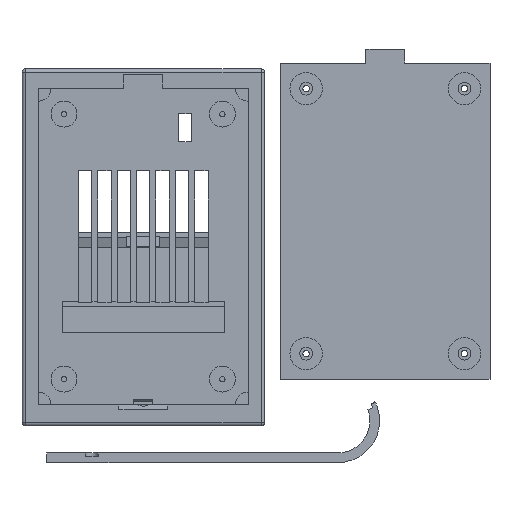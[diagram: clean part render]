
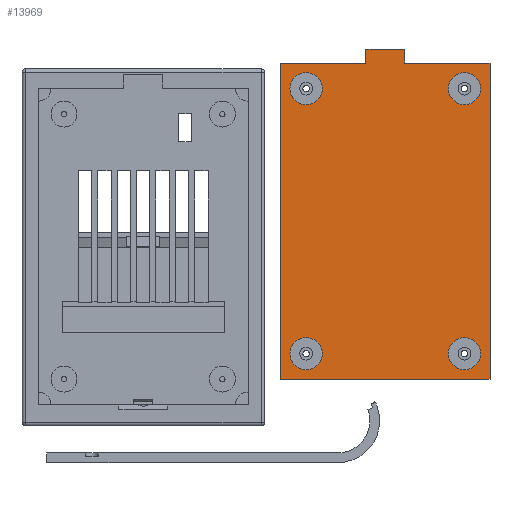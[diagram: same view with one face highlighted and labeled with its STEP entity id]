
A CAD part, front view. The second image highlights one B-rep face of the part: STEP entity #13969.
In plain terms, the highlighted planar face has unit normal (0, -1, 0).
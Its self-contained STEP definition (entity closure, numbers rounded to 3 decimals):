
#143 = CARTESIAN_POINT ( 'NONE',  ( -51.714, 0., 47.842 ) ) ;
#251 = ORIENTED_EDGE ( 'NONE', *, *, #15071, .F. ) ;
#404 = DIRECTION ( 'NONE',  ( 1., 0., 0. ) ) ;
#505 = DIRECTION ( 'NONE',  ( 0., -1., 0. ) ) ;
#556 = EDGE_CURVE ( 'NONE', #16787, #1487, #7834, .T. ) ;
#884 = FACE_BOUND ( 'NONE', #8035, .T. ) ;
#891 = EDGE_CURVE ( 'NONE', #2744, #16903, #4336, .T. ) ;
#969 = FACE_BOUND ( 'NONE', #6564, .T. ) ;
#1336 = CARTESIAN_POINT ( 'NONE',  ( 38.186, 0., -9.058 ) ) ;
#1353 = DIRECTION ( 'NONE',  ( 1., 0., 0. ) ) ;
#1477 = CARTESIAN_POINT ( 'NONE',  ( -51.714, 0., 9.454 ) ) ;
#1487 = VERTEX_POINT ( 'NONE', #8511 ) ;
#1801 = DIRECTION ( 'NONE',  ( 0., 0., -1. ) ) ;
#1812 = CARTESIAN_POINT ( 'NONE',  ( -55.977, 0., 9.454 ) ) ;
#1838 = CARTESIAN_POINT ( 'NONE',  ( 38.186, 0., 34.942 ) ) ;
#1866 = VERTEX_POINT ( 'NONE', #14311 ) ;
#2265 = LINE ( 'NONE', #3539, #4773 ) ;
#2469 = ORIENTED_EDGE ( 'NONE', *, *, #11162, .F. ) ;
#2725 = DIRECTION ( 'NONE',  ( -1., 0., 0. ) ) ;
#2744 = VERTEX_POINT ( 'NONE', #10592 ) ;
#2822 = LINE ( 'NONE', #7020, #10764 ) ;
#3153 = VERTEX_POINT ( 'NONE', #10929 ) ;
#3171 = VERTEX_POINT ( 'NONE', #13751 ) ;
#3223 = CARTESIAN_POINT ( 'NONE',  ( -55.977, 0., 21.429 ) ) ;
#3539 = CARTESIAN_POINT ( 'NONE',  ( -51.714, 0., 9.454 ) ) ;
#3612 = FACE_BOUND ( 'NONE', #9935, .T. ) ;
#3698 = DIRECTION ( 'NONE',  ( 0., -1., 0. ) ) ;
#3932 = VERTEX_POINT ( 'NONE', #10219 ) ;
#4078 = VECTOR ( 'NONE', #11746, 1000. ) ;
#4279 = CARTESIAN_POINT ( 'NONE',  ( -43.814, 0., -14.058 ) ) ;
#4336 = LINE ( 'NONE', #9810, #5854 ) ;
#4361 = AXIS2_PLACEMENT_3D ( 'NONE', #9065, #505, #4789 ) ;
#4543 = CARTESIAN_POINT ( 'NONE',  ( -43.814, 0., -9.058 ) ) ;
#4560 = VERTEX_POINT ( 'NONE', #16459 ) ;
#4636 = AXIS2_PLACEMENT_3D ( 'NONE', #1336, #6984, #12537 ) ;
#4749 = CIRCLE ( 'NONE', #15228, 5. ) ;
#4773 = VECTOR ( 'NONE', #17567, 1000. ) ;
#4789 = DIRECTION ( 'NONE',  ( 0., 0., 1. ) ) ;
#5036 = DIRECTION ( 'NONE',  ( 0., 0., -1. ) ) ;
#5090 = CARTESIAN_POINT ( 'NONE',  ( 0., 0., 0. ) ) ;
#5240 = CARTESIAN_POINT ( 'NONE',  ( 46.086, 0., -16.958 ) ) ;
#5243 = VERTEX_POINT ( 'NONE', #7500 ) ;
#5454 = ORIENTED_EDGE ( 'NONE', *, *, #891, .F. ) ;
#5501 = CARTESIAN_POINT ( 'NONE',  ( -43.814, 0., 39.942 ) ) ;
#5805 = ORIENTED_EDGE ( 'NONE', *, *, #13285, .F. ) ;
#5854 = VECTOR ( 'NONE', #6985, 1000. ) ;
#5875 = ORIENTED_EDGE ( 'NONE', *, *, #9321, .F. ) ;
#5884 = VERTEX_POINT ( 'NONE', #4279 ) ;
#5894 = EDGE_CURVE ( 'NONE', #3153, #1866, #8385, .T. ) ;
#6357 = FACE_BOUND ( 'NONE', #12817, .T. ) ;
#6564 = EDGE_LOOP ( 'NONE', ( #16173, #9506 ) ) ;
#6580 = AXIS2_PLACEMENT_3D ( 'NONE', #4543, #14286, #1801 ) ;
#6767 = ORIENTED_EDGE ( 'NONE', *, *, #5894, .F. ) ;
#6923 = CARTESIAN_POINT ( 'NONE',  ( -51.714, 0., -16.958 ) ) ;
#6984 = DIRECTION ( 'NONE',  ( 0., -1., 0. ) ) ;
#6985 = DIRECTION ( 'NONE',  ( 0., 0., 1. ) ) ;
#7020 = CARTESIAN_POINT ( 'NONE',  ( -51.714, 0., -16.958 ) ) ;
#7105 = EDGE_CURVE ( 'NONE', #1866, #12150, #2822, .T. ) ;
#7278 = EDGE_CURVE ( 'NONE', #15272, #11917, #14210, .T. ) ;
#7325 = LINE ( 'NONE', #12887, #8392 ) ;
#7500 = CARTESIAN_POINT ( 'NONE',  ( -43.814, 0., 34.942 ) ) ;
#7794 = VECTOR ( 'NONE', #1353, 1000. ) ;
#7834 = CIRCLE ( 'NONE', #4636, 5. ) ;
#8035 = EDGE_LOOP ( 'NONE', ( #17916, #13008 ) ) ;
#8230 = DIRECTION ( 'NONE',  ( 0., -1., 0. ) ) ;
#8385 = LINE ( 'NONE', #6923, #10031 ) ;
#8392 = VECTOR ( 'NONE', #404, 1000. ) ;
#8511 = CARTESIAN_POINT ( 'NONE',  ( 38.186, 0., -4.058 ) ) ;
#8769 = AXIS2_PLACEMENT_3D ( 'NONE', #5090, #17191, #14742 ) ;
#8780 = CIRCLE ( 'NONE', #15463, 5. ) ;
#8908 = EDGE_CURVE ( 'NONE', #17302, #3932, #15841, .T. ) ;
#9026 = DIRECTION ( 'NONE',  ( 0., -1., 0. ) ) ;
#9065 = CARTESIAN_POINT ( 'NONE',  ( 38.186, 0., -9.058 ) ) ;
#9145 = CIRCLE ( 'NONE', #16707, 5. ) ;
#9182 = PLANE ( 'NONE',  #8769 ) ;
#9321 = EDGE_CURVE ( 'NONE', #3171, #3153, #13340, .T. ) ;
#9381 = EDGE_LOOP ( 'NONE', ( #16467, #15891, #6767, #5875, #13823, #5454, #251, #13657 ) ) ;
#9430 = AXIS2_PLACEMENT_3D ( 'NONE', #14738, #3698, #9439 ) ;
#9436 = CARTESIAN_POINT ( 'NONE',  ( 38.186, 0., -14.058 ) ) ;
#9439 = DIRECTION ( 'NONE',  ( 0., 0., 1. ) ) ;
#9506 = ORIENTED_EDGE ( 'NONE', *, *, #14491, .F. ) ;
#9810 = CARTESIAN_POINT ( 'NONE',  ( -51.714, 0., 21.429 ) ) ;
#9935 = EDGE_LOOP ( 'NONE', ( #11824, #5805 ) ) ;
#10002 = EDGE_CURVE ( 'NONE', #5884, #4560, #14739, .T. ) ;
#10031 = VECTOR ( 'NONE', #2725, 1000. ) ;
#10219 = CARTESIAN_POINT ( 'NONE',  ( 38.186, 0., 44.942 ) ) ;
#10512 = DIRECTION ( 'NONE',  ( 0., 0., -1. ) ) ;
#10592 = CARTESIAN_POINT ( 'NONE',  ( -51.714, 0., 21.429 ) ) ;
#10757 = CARTESIAN_POINT ( 'NONE',  ( -43.814, 0., -9.058 ) ) ;
#10764 = VECTOR ( 'NONE', #13754, 1000. ) ;
#10822 = VERTEX_POINT ( 'NONE', #17148 ) ;
#10929 = CARTESIAN_POINT ( 'NONE',  ( 46.086, 0., -16.958 ) ) ;
#11162 = EDGE_CURVE ( 'NONE', #5243, #10822, #4749, .T. ) ;
#11746 = DIRECTION ( 'NONE',  ( 0., 0., 1. ) ) ;
#11824 = ORIENTED_EDGE ( 'NONE', *, *, #10002, .F. ) ;
#11917 = VERTEX_POINT ( 'NONE', #3223 ) ;
#12030 = CARTESIAN_POINT ( 'NONE',  ( -43.814, 0., 39.942 ) ) ;
#12075 = EDGE_CURVE ( 'NONE', #10822, #5243, #9145, .T. ) ;
#12117 = DIRECTION ( 'NONE',  ( 0., 0., -1. ) ) ;
#12150 = VERTEX_POINT ( 'NONE', #1477 ) ;
#12375 = LINE ( 'NONE', #17924, #7794 ) ;
#12537 = DIRECTION ( 'NONE',  ( 0., 0., 1. ) ) ;
#12592 = DIRECTION ( 'NONE',  ( 0., -1., 0. ) ) ;
#12598 = EDGE_CURVE ( 'NONE', #12150, #15272, #2265, .T. ) ;
#12817 = EDGE_LOOP ( 'NONE', ( #2469, #16094 ) ) ;
#12887 = CARTESIAN_POINT ( 'NONE',  ( -55.977, 0., 21.429 ) ) ;
#13008 = ORIENTED_EDGE ( 'NONE', *, *, #17022, .F. ) ;
#13091 = CIRCLE ( 'NONE', #4361, 5. ) ;
#13285 = EDGE_CURVE ( 'NONE', #4560, #5884, #16644, .T. ) ;
#13316 = DIRECTION ( 'NONE',  ( 0., -1., 0. ) ) ;
#13340 = LINE ( 'NONE', #5240, #15007 ) ;
#13453 = FACE_OUTER_BOUND ( 'NONE', #9381, .T. ) ;
#13657 = ORIENTED_EDGE ( 'NONE', *, *, #7278, .F. ) ;
#13690 = DIRECTION ( 'NONE',  ( 0., 0., -1. ) ) ;
#13751 = CARTESIAN_POINT ( 'NONE',  ( 46.086, 0., 47.842 ) ) ;
#13754 = DIRECTION ( 'NONE',  ( 0., 0., 1. ) ) ;
#13823 = ORIENTED_EDGE ( 'NONE', *, *, #17919, .F. ) ;
#13969 = ADVANCED_FACE ( 'NONE', ( #13453, #3612, #884, #969, #6357 ), #9182, .F. ) ;
#14210 = LINE ( 'NONE', #15851, #4078 ) ;
#14286 = DIRECTION ( 'NONE',  ( 0., -1., 0. ) ) ;
#14311 = CARTESIAN_POINT ( 'NONE',  ( -51.714, 0., -16.958 ) ) ;
#14491 = EDGE_CURVE ( 'NONE', #3932, #17302, #8780, .T. ) ;
#14738 = CARTESIAN_POINT ( 'NONE',  ( 38.186, 0., 39.942 ) ) ;
#14739 = CIRCLE ( 'NONE', #6580, 5. ) ;
#14742 = DIRECTION ( 'NONE',  ( 0., 0., 1. ) ) ;
#15007 = VECTOR ( 'NONE', #10512, 1000. ) ;
#15071 = EDGE_CURVE ( 'NONE', #11917, #2744, #7325, .T. ) ;
#15228 = AXIS2_PLACEMENT_3D ( 'NONE', #12030, #9026, #12117 ) ;
#15272 = VERTEX_POINT ( 'NONE', #1812 ) ;
#15463 = AXIS2_PLACEMENT_3D ( 'NONE', #16427, #8230, #16607 ) ;
#15841 = CIRCLE ( 'NONE', #9430, 5. ) ;
#15851 = CARTESIAN_POINT ( 'NONE',  ( -55.977, 0., 9.454 ) ) ;
#15891 = ORIENTED_EDGE ( 'NONE', *, *, #7105, .F. ) ;
#16094 = ORIENTED_EDGE ( 'NONE', *, *, #12075, .F. ) ;
#16173 = ORIENTED_EDGE ( 'NONE', *, *, #8908, .F. ) ;
#16427 = CARTESIAN_POINT ( 'NONE',  ( 38.186, 0., 39.942 ) ) ;
#16459 = CARTESIAN_POINT ( 'NONE',  ( -43.814, 0., -4.058 ) ) ;
#16467 = ORIENTED_EDGE ( 'NONE', *, *, #12598, .F. ) ;
#16607 = DIRECTION ( 'NONE',  ( 0., 0., 1. ) ) ;
#16644 = CIRCLE ( 'NONE', #17220, 5. ) ;
#16707 = AXIS2_PLACEMENT_3D ( 'NONE', #5501, #12592, #13690 ) ;
#16787 = VERTEX_POINT ( 'NONE', #9436 ) ;
#16903 = VERTEX_POINT ( 'NONE', #143 ) ;
#17022 = EDGE_CURVE ( 'NONE', #1487, #16787, #13091, .T. ) ;
#17148 = CARTESIAN_POINT ( 'NONE',  ( -43.814, 0., 44.942 ) ) ;
#17191 = DIRECTION ( 'NONE',  ( 0., 1., 0. ) ) ;
#17220 = AXIS2_PLACEMENT_3D ( 'NONE', #10757, #13316, #5036 ) ;
#17302 = VERTEX_POINT ( 'NONE', #1838 ) ;
#17567 = DIRECTION ( 'NONE',  ( -1., 0., 0. ) ) ;
#17916 = ORIENTED_EDGE ( 'NONE', *, *, #556, .F. ) ;
#17919 = EDGE_CURVE ( 'NONE', #16903, #3171, #12375, .T. ) ;
#17924 = CARTESIAN_POINT ( 'NONE',  ( -51.714, 0., 47.842 ) ) ;
